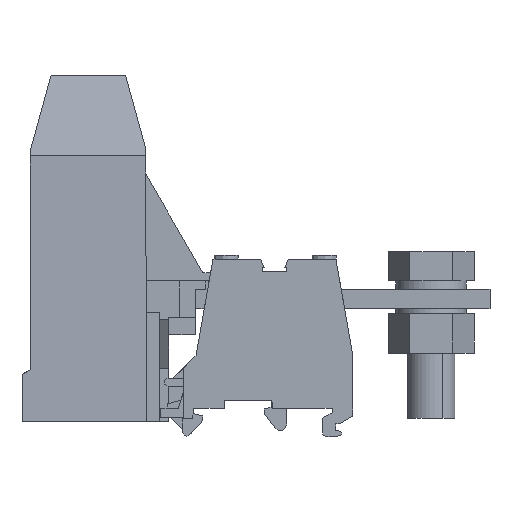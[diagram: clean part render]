
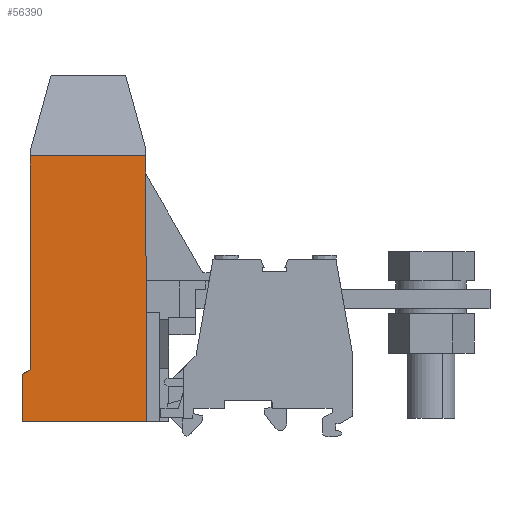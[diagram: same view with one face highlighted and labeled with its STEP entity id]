
A CAD part, left-side view. The second image highlights one B-rep face of the part: STEP entity #56390.
In plain terms, the highlighted face is planar.
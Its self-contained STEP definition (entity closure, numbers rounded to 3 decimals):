
#16790=CARTESIAN_POINT('',(-185.957,1465.72,
-572.665));
#16800=CARTESIAN_POINT('',(-183.377,972.912,
576.977));
#16810=CARTESIAN_POINT('',(-175.571,-578.873,
-957.926));
#16820=CARTESIAN_POINT('',(-178.109,-94.083,
961.496));
#16830=B_SPLINE_SURFACE_WITH_KNOTS('',1,1,((#16790,#16810),(#16800,
#16820)),.UNSPECIFIED.,.F.,.F.,.F.,(2,2),(2,2),(-24.087,
25.087),(-60.46,61.46),.UNSPECIFIED.);
#37550=CARTESIAN_POINT('',(-212.392,399.182,
18.35));
#37560=VERTEX_POINT('',#37550);
#37610=CARTESIAN_POINT('',(0.,399.182,18.35));
#37620=DIRECTION('',(1.,0.,0.));
#37630=VECTOR('',#37620,1.);
#37640=LINE('',#37610,#37630);
#37650=CARTESIAN_POINT('',(-180.541,399.182,
18.35));
#37660=VERTEX_POINT('',#37650);
#37670=EDGE_CURVE('',#37560,#37660,#37640,.T.);
#54120=CARTESIAN_POINT('',(-188.331,412.592,
18.28));
#54130=DIRECTION('',(0.,-0.005,
-1.));
#54140=DIRECTION('',(-1.,0.,0.));
#54150=AXIS2_PLACEMENT_3D('',#54120,#54130,#54140);
#54160=PLANE('',#54150);
#54170=CARTESIAN_POINT('',(-180.882,466.925,
17.995));
#54180=CARTESIAN_POINT('',(-180.854,461.28,
18.025));
#54190=CARTESIAN_POINT('',(-180.825,455.634,
18.054));
#54200=CARTESIAN_POINT('',(-180.797,449.989,
18.084));
#54210=CARTESIAN_POINT('',(-180.769,444.344,
18.113));
#54220=CARTESIAN_POINT('',(-180.74,438.699,
18.143));
#54230=CARTESIAN_POINT('',(-180.712,433.053,
18.172));
#54240=CARTESIAN_POINT('',(-180.683,427.408,
18.202));
#54250=CARTESIAN_POINT('',(-180.655,421.763,
18.232));
#54260=CARTESIAN_POINT('',(-180.627,416.118,
18.261));
#54270=CARTESIAN_POINT('',(-180.612,413.295,
18.276));
#54280=CARTESIAN_POINT('',(-180.598,410.473,
18.291));
#54290=CARTESIAN_POINT('',(-180.584,407.65,
18.305));
#54300=CARTESIAN_POINT('',(-180.57,404.827,
18.32));
#54310=CARTESIAN_POINT('',(-180.556,402.005,
18.335));
#54320=CARTESIAN_POINT('',(-180.541,399.182,
18.35));
#54330=B_SPLINE_CURVE_WITH_KNOTS('',3,(#54170,#54180,#54190,#54200,
#54210,#54220,#54230,#54240,#54250,#54260,#54270,#54280,#54290,#54300,
#54310,#54320),.UNSPECIFIED.,.F.,.F.,(4,3,3,3,3,4),(0.,16.936,
33.872,50.808,59.276,67.744),
.UNSPECIFIED.);
#54340=SURFACE_CURVE('',#54330,(#16830,#54160),.CURVE_3D.);
#54350=CARTESIAN_POINT('',(-180.882,466.925,
17.995));
#54360=VERTEX_POINT('',#54350);
#54370=EDGE_CURVE('',#54360,#37660,#54340,.T.);
#55530=CARTESIAN_POINT('',(0.,466.925,17.995));
#55540=DIRECTION('',(-1.,0.,0.));
#55550=VECTOR('',#55540,1.);
#55560=LINE('',#55530,#55550);
#55570=CARTESIAN_POINT('',(-210.342,466.925,
17.995));
#55580=VERTEX_POINT('',#55570);
#55590=EDGE_CURVE('',#54360,#55580,#55560,.T.);
#56120=ORIENTED_EDGE('',*,*,#54370,.F.);
#56130=ORIENTED_EDGE('',*,*,#37670,.T.);
#56140=CARTESIAN_POINT('',(-212.392,0.,20.44));
#56150=DIRECTION('',(0.,-1.,
0.005));
#56160=VECTOR('',#56150,1.);
#56170=LINE('',#56140,#56160);
#56180=CARTESIAN_POINT('',(-212.392,411.202,
18.287));
#56190=VERTEX_POINT('',#56180);
#56200=EDGE_CURVE('',#56190,#37560,#56170,.T.);
#56210=ORIENTED_EDGE('',*,*,#56200,.T.);
#56220=CARTESIAN_POINT('',(0.,532.523,17.652));
#56230=DIRECTION('',(0.868,0.496,
-0.003));
#56240=VECTOR('',#56230,1.);
#56250=LINE('',#56220,#56240);
#56260=CARTESIAN_POINT('',(-210.342,412.373,
18.281));
#56270=VERTEX_POINT('',#56260);
#56280=EDGE_CURVE('',#56190,#56270,#56250,.T.);
#56290=ORIENTED_EDGE('',*,*,#56280,.F.);
#56300=CARTESIAN_POINT('',(-210.342,0.,20.44));
#56310=DIRECTION('',(0.,1.,
-0.005));
#56320=VECTOR('',#56310,1.);
#56330=LINE('',#56300,#56320);
#56340=EDGE_CURVE('',#56270,#55580,#56330,.T.);
#56350=ORIENTED_EDGE('',*,*,#56340,.F.);
#56360=ORIENTED_EDGE('',*,*,#55590,.T.);
#56370=EDGE_LOOP('',(#56360,#56350,#56290,#56210,#56130,#56120));
#56380=FACE_OUTER_BOUND('',#56370,.T.);
#56390=ADVANCED_FACE('',(#56380),#54160,.F.);
